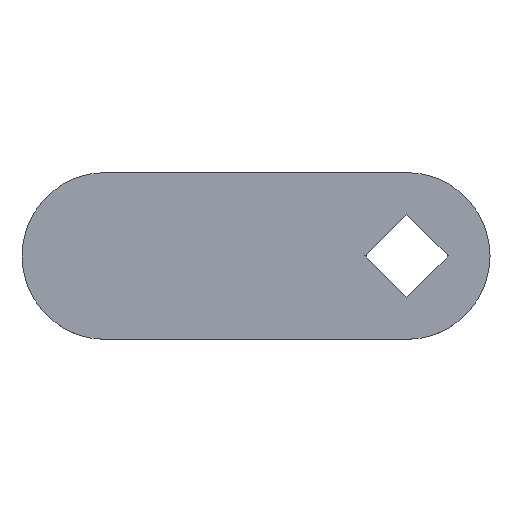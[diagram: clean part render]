
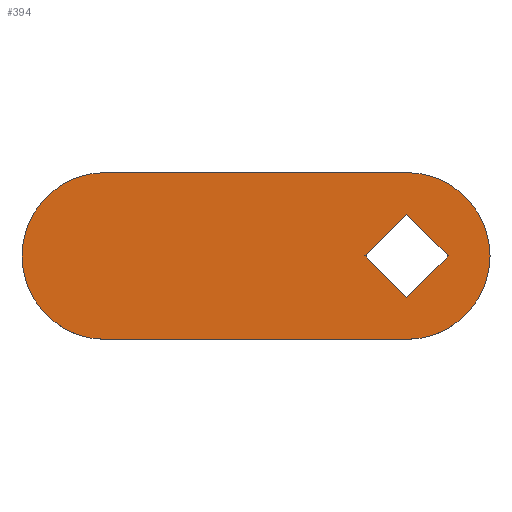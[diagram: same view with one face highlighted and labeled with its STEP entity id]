
A CAD part, top view. The second image highlights one B-rep face of the part: STEP entity #394.
In plain terms, the highlighted planar face has unit normal (0, 0, 1).
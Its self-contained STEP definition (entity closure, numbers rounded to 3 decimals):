
#159 = DIRECTION ( 'NONE',  ( -1., 0., 0. ) ) ;
#160 = VECTOR ( 'NONE', #159, 1000. ) ;
#161 = CARTESIAN_POINT ( 'NONE',  ( -41.5, 11.5, 2.3 ) ) ;
#162 = LINE ( 'NONE', #161, #160 ) ;
#164 = DIRECTION ( 'NONE',  ( -0.707, 0.707, 0. ) ) ;
#165 = VECTOR ( 'NONE', #164, 1000. ) ;
#166 = CARTESIAN_POINT ( 'NONE',  ( 0., 5.728, 2.3 ) ) ;
#167 = LINE ( 'NONE', #166, #165 ) ;
#168 = CARTESIAN_POINT ( 'NONE',  ( 0., 11.5, 2.3 ) ) ;
#169 = DIRECTION ( 'NONE',  ( -0.707, -0.707, 0. ) ) ;
#170 = VECTOR ( 'NONE', #169, 1000. ) ;
#171 = CARTESIAN_POINT ( 'NONE',  ( -5.728, 0., 2.3 ) ) ;
#172 = LINE ( 'NONE', #171, #170 ) ;
#192 = DIRECTION ( 'NONE',  ( 1., 0., 0. ) ) ;
#193 = DIRECTION ( 'NONE',  ( 0., 0., 1. ) ) ;
#194 = CARTESIAN_POINT ( 'NONE',  ( -41.5, 0., 2.3 ) ) ;
#195 = AXIS2_PLACEMENT_3D ( 'NONE', #194, #193, #192 ) ;
#196 = PLANE ( 'NONE',  #195 ) ;
#198 = AXIS2_PLACEMENT_3D ( 'NONE', #270, #313, #217 ) ;
#216 = CARTESIAN_POINT ( 'NONE',  ( 0., -11.5, 2.3 ) ) ;
#217 = DIRECTION ( 'NONE',  ( 1., 0., 0. ) ) ;
#223 = CARTESIAN_POINT ( 'NONE',  ( -41.5, 11.5, 2.3 ) ) ;
#253 = LINE ( 'NONE', #273, #272 ) ;
#254 = DIRECTION ( 'NONE',  ( 1., 0., 0. ) ) ;
#255 = DIRECTION ( 'NONE',  ( 0., 0., 1. ) ) ;
#256 = CARTESIAN_POINT ( 'NONE',  ( -41.5, 0., 2.3 ) ) ;
#257 = AXIS2_PLACEMENT_3D ( 'NONE', #256, #255, #254 ) ;
#258 = CIRCLE ( 'NONE', #257, 11.5 ) ;
#260 = CARTESIAN_POINT ( 'NONE',  ( -41.5, -11.5, 2.3 ) ) ;
#261 = CARTESIAN_POINT ( 'NONE',  ( -53., 0., 2.3 ) ) ;
#262 = CIRCLE ( 'NONE', #198, 11.5 ) ;
#266 = CARTESIAN_POINT ( 'NONE',  ( -41.5, 0., 2.3 ) ) ;
#270 = CARTESIAN_POINT ( 'NONE',  ( 0., 0., 2.3 ) ) ;
#271 = DIRECTION ( 'NONE',  ( 1., 0., 0. ) ) ;
#272 = VECTOR ( 'NONE', #271, 1000. ) ;
#273 = CARTESIAN_POINT ( 'NONE',  ( -41.5, -11.5, 2.3 ) ) ;
#278 = CARTESIAN_POINT ( 'NONE',  ( -5.728, 0., 2.3 ) ) ;
#279 = CARTESIAN_POINT ( 'NONE',  ( 5.728, 0., 2.3 ) ) ;
#280 = DIRECTION ( 'NONE',  ( 0.707, -0.707, 0. ) ) ;
#281 = VECTOR ( 'NONE', #280, 1000. ) ;
#282 = CARTESIAN_POINT ( 'NONE',  ( -5.728, 0., 2.3 ) ) ;
#283 = LINE ( 'NONE', #282, #281 ) ;
#284 = CARTESIAN_POINT ( 'NONE',  ( 0., -5.728, 2.3 ) ) ;
#285 = CARTESIAN_POINT ( 'NONE',  ( 0., 5.728, 2.3 ) ) ;
#300 = FACE_BOUND ( 'NONE', #365, .T. ) ;
#301 = FACE_OUTER_BOUND ( 'NONE', #391, .T. ) ;
#303 = DIRECTION ( 'NONE',  ( 1., 0., 0. ) ) ;
#304 = DIRECTION ( 'NONE',  ( 0., 0., 1. ) ) ;
#305 = AXIS2_PLACEMENT_3D ( 'NONE', #266, #304, #303 ) ;
#306 = CIRCLE ( 'NONE', #305, 11.5 ) ;
#309 = DIRECTION ( 'NONE',  ( 0.707, 0.707, 0. ) ) ;
#310 = VECTOR ( 'NONE', #309, 1000. ) ;
#311 = CARTESIAN_POINT ( 'NONE',  ( 0., -5.728, 2.3 ) ) ;
#312 = LINE ( 'NONE', #311, #310 ) ;
#313 = DIRECTION ( 'NONE',  ( 0., 0., 1. ) ) ;
#361 = EDGE_CURVE ( 'NONE', #401, #410, #172, .T. ) ;
#362 = VERTEX_POINT ( 'NONE', #168 ) ;
#363 = EDGE_CURVE ( 'NONE', #409, #401, #167, .T. ) ;
#364 = ORIENTED_EDGE ( 'NONE', *, *, #363, .F. ) ;
#365 = EDGE_LOOP ( 'NONE', ( #412, #407, #403, #364 ) ) ;
#366 = EDGE_CURVE ( 'NONE', #362, #382, #162, .T. ) ;
#367 = ORIENTED_EDGE ( 'NONE', *, *, #366, .T. ) ;
#368 = EDGE_CURVE ( 'NONE', #371, #362, #262, .T. ) ;
#369 = ORIENTED_EDGE ( 'NONE', *, *, #368, .T. ) ;
#371 = VERTEX_POINT ( 'NONE', #216 ) ;
#372 = EDGE_CURVE ( 'NONE', #376, #371, #253, .T. ) ;
#373 = EDGE_CURVE ( 'NONE', #374, #376, #258, .T. ) ;
#374 = VERTEX_POINT ( 'NONE', #261 ) ;
#376 = VERTEX_POINT ( 'NONE', #260 ) ;
#382 = VERTEX_POINT ( 'NONE', #223 ) ;
#383 = ORIENTED_EDGE ( 'NONE', *, *, #373, .T. ) ;
#384 = ORIENTED_EDGE ( 'NONE', *, *, #372, .T. ) ;
#390 = EDGE_CURVE ( 'NONE', #382, #374, #306, .T. ) ;
#391 = EDGE_LOOP ( 'NONE', ( #392, #383, #384, #369, #367 ) ) ;
#392 = ORIENTED_EDGE ( 'NONE', *, *, #390, .T. ) ;
#394 = ADVANCED_FACE ( 'NONE', ( #301, #300 ), #196, .T. ) ;
#401 = VERTEX_POINT ( 'NONE', #285 ) ;
#403 = ORIENTED_EDGE ( 'NONE', *, *, #361, .F. ) ;
#404 = VERTEX_POINT ( 'NONE', #284 ) ;
#407 = ORIENTED_EDGE ( 'NONE', *, *, #408, .F. ) ;
#408 = EDGE_CURVE ( 'NONE', #410, #404, #283, .T. ) ;
#409 = VERTEX_POINT ( 'NONE', #279 ) ;
#410 = VERTEX_POINT ( 'NONE', #278 ) ;
#411 = EDGE_CURVE ( 'NONE', #404, #409, #312, .T. ) ;
#412 = ORIENTED_EDGE ( 'NONE', *, *, #411, .F. ) ;
